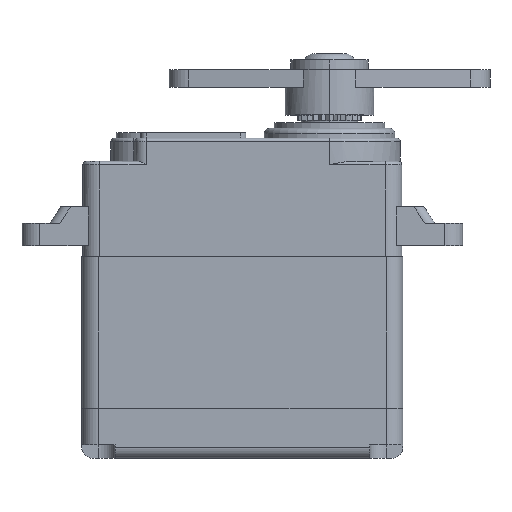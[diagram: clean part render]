
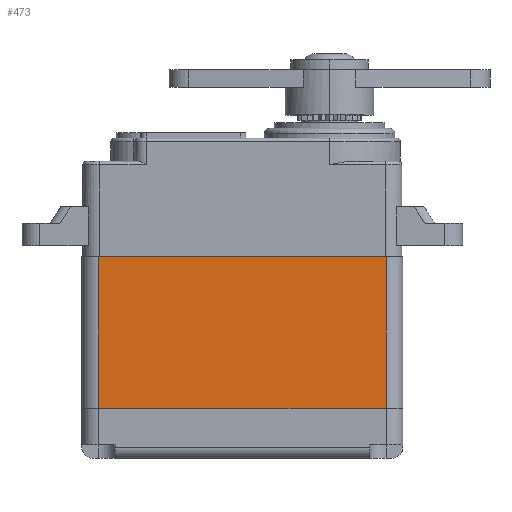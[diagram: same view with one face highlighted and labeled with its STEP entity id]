
A CAD part, top view. The second image highlights one B-rep face of the part: STEP entity #473.
In plain terms, the highlighted planar face has unit normal (0, 0, 1).
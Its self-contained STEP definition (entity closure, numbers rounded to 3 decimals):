
#151=DIRECTION('',(-1.,0.,0.));
#152=VECTOR('',#151,26.);
#153=CARTESIAN_POINT('',(13.,0.,6.5));
#154=LINE('',#153,#152);
#166=CARTESIAN_POINT('',(13.,0.,6.5));
#233=DIRECTION('',(0.,1.,0.));
#234=VECTOR('',#233,13.7);
#235=CARTESIAN_POINT('',(13.,0.,6.5));
#236=LINE('',#235,#234);
#240=DIRECTION('',(0.,1.,0.));
#241=VECTOR('',#240,13.7);
#242=CARTESIAN_POINT('',(-13.,0.,6.5));
#243=LINE('',#242,#241);
#302=CARTESIAN_POINT('',(13.,13.7,6.5));
#307=DIRECTION('',(-1.,0.,0.));
#308=VECTOR('',#307,26.);
#309=CARTESIAN_POINT('',(13.,13.7,6.5));
#310=LINE('',#309,#308);
#341=VERTEX_POINT('',#302);
#342=CARTESIAN_POINT('',(-13.,13.7,6.5));
#343=VERTEX_POINT('',#342);
#352=VERTEX_POINT('',#166);
#353=CARTESIAN_POINT('',(-13.,0.,6.5));
#354=VERTEX_POINT('',#353);
#460=CARTESIAN_POINT('',(13.,0.,6.5));
#461=DIRECTION('',(0.,0.,1.));
#462=DIRECTION('',(-1.,0.,0.));
#463=AXIS2_PLACEMENT_3D('',#460,#461,#462);
#464=PLANE('',#463);
#465=ORIENTED_EDGE('',*,*,#367,.T.);
#467=ORIENTED_EDGE('',*,*,#466,.T.);
#469=ORIENTED_EDGE('',*,*,#468,.F.);
#470=ORIENTED_EDGE('',*,*,#452,.F.);
#471=EDGE_LOOP('',(#465,#467,#469,#470));
#472=FACE_OUTER_BOUND('',#471,.F.);
#473=ADVANCED_FACE('',(#472),#464,.T.);
#367=EDGE_CURVE('',#352,#354,#154,.T.);
#452=EDGE_CURVE('',#352,#341,#236,.T.);
#466=EDGE_CURVE('',#354,#343,#243,.T.);
#468=EDGE_CURVE('',#341,#343,#310,.T.);
